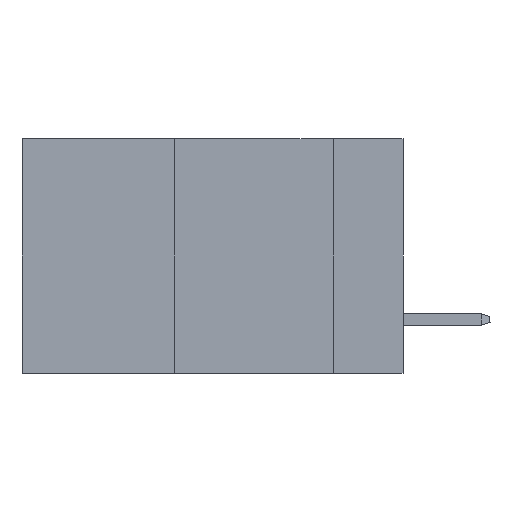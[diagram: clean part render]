
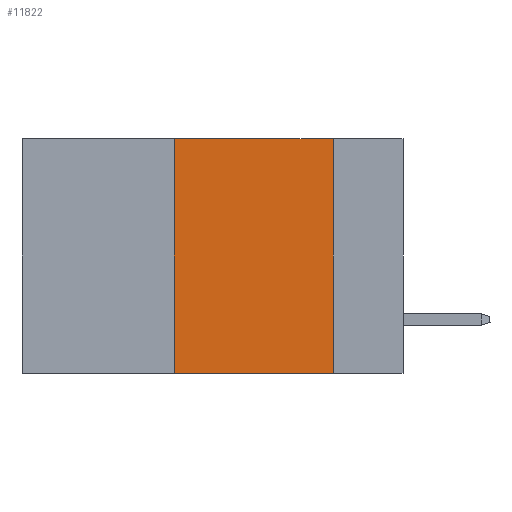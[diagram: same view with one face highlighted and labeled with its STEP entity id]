
A CAD part, left-side view. The second image highlights one B-rep face of the part: STEP entity #11822.
In plain terms, the highlighted planar face has unit normal (-1, 0, 0).
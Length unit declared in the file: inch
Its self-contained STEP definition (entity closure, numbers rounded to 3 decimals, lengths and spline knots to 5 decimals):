
#60 = LINE ( 'NONE', #32147, #39595 ) ;
#120 = LINE ( 'NONE', #25085, #6795 ) ;
#958 = EDGE_LOOP ( 'NONE', ( #35123, #30848, #20284, #22863 ) ) ;
#2812 = VERTEX_POINT ( 'NONE', #13802 ) ;
#4495 = AXIS2_PLACEMENT_3D ( 'NONE', #19736, #38536, #35681 ) ;
#6795 = VECTOR ( 'NONE', #37547, 39.37008 ) ;
#8953 = VECTOR ( 'NONE', #14906, 39.37008 ) ;
#10600 = VERTEX_POINT ( 'NONE', #34314 ) ;
#11822 = ADVANCED_FACE ( 'NONE', ( #16262 ), #35076, .F. ) ;
#12565 = DIRECTION ( 'NONE',  ( 0., 0., 1. ) ) ;
#13262 = VERTEX_POINT ( 'NONE', #39212 ) ;
#13802 = CARTESIAN_POINT ( 'NONE',  ( 0., 0.36, -0.37 ) ) ;
#14906 = DIRECTION ( 'NONE',  ( 0., 0., -1. ) ) ;
#15170 = LINE ( 'NONE', #37032, #38593 ) ;
#15376 = DIRECTION ( 'NONE',  ( 0., -1., 0. ) ) ;
#16262 = FACE_OUTER_BOUND ( 'NONE', #958, .T. ) ;
#19736 = CARTESIAN_POINT ( 'NONE',  ( 0., 0.6, 0. ) ) ;
#20284 = ORIENTED_EDGE ( 'NONE', *, *, #25626, .F. ) ;
#22863 = ORIENTED_EDGE ( 'NONE', *, *, #36126, .T. ) ;
#25085 = CARTESIAN_POINT ( 'NONE',  ( 0., 0.6, -0.37 ) ) ;
#25626 = EDGE_CURVE ( 'NONE', #2812, #13262, #60, .T. ) ;
#30780 = EDGE_CURVE ( 'NONE', #13262, #32934, #15170, .T. ) ;
#30848 = ORIENTED_EDGE ( 'NONE', *, *, #30780, .F. ) ;
#32147 = CARTESIAN_POINT ( 'NONE',  ( 0., 0.36, 0. ) ) ;
#32934 = VERTEX_POINT ( 'NONE', #35652 ) ;
#34314 = CARTESIAN_POINT ( 'NONE',  ( 0., 0.11, -0.37 ) ) ;
#35076 = PLANE ( 'NONE',  #4495 ) ;
#35123 = ORIENTED_EDGE ( 'NONE', *, *, #38948, .F. ) ;
#35652 = CARTESIAN_POINT ( 'NONE',  ( 0., 0.11, 0. ) ) ;
#35681 = DIRECTION ( 'NONE',  ( 0., 0., -1. ) ) ;
#36126 = EDGE_CURVE ( 'NONE', #2812, #10600, #120, .T. ) ;
#36170 = CARTESIAN_POINT ( 'NONE',  ( 0., 0.11, 0. ) ) ;
#36960 = LINE ( 'NONE', #36170, #8953 ) ;
#37032 = CARTESIAN_POINT ( 'NONE',  ( 0., 0.6, 0. ) ) ;
#37547 = DIRECTION ( 'NONE',  ( 0., -1., 0. ) ) ;
#38536 = DIRECTION ( 'NONE',  ( 1., 0., 0. ) ) ;
#38593 = VECTOR ( 'NONE', #15376, 39.37008 ) ;
#38948 = EDGE_CURVE ( 'NONE', #32934, #10600, #36960, .T. ) ;
#39212 = CARTESIAN_POINT ( 'NONE',  ( 0., 0.36, 0. ) ) ;
#39595 = VECTOR ( 'NONE', #12565, 39.37008 ) ;
